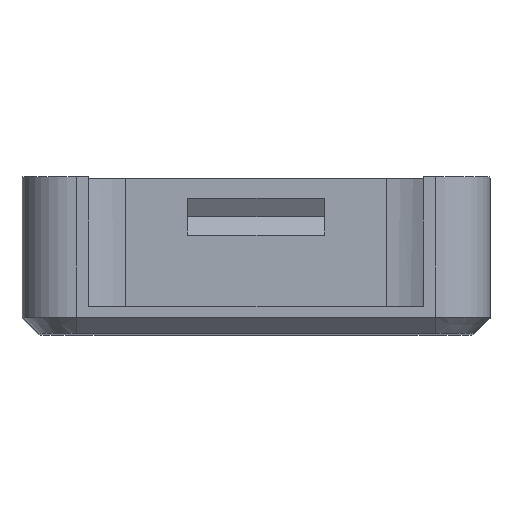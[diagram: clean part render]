
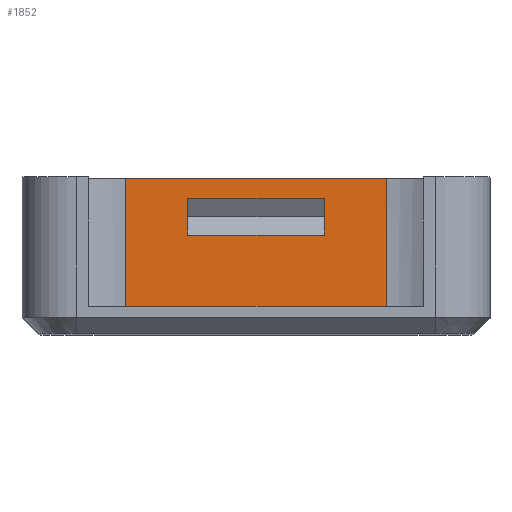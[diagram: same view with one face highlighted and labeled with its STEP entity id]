
A CAD part, top view. The second image highlights one B-rep face of the part: STEP entity #1852.
In plain terms, the highlighted planar face has unit normal (0, 0, 1).
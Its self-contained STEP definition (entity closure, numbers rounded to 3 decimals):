
#50 = VECTOR ( 'NONE', #3162, 1000. ) ;
#125 = VERTEX_POINT ( 'NONE', #1405 ) ;
#178 = CARTESIAN_POINT ( 'NONE',  ( 0., 5.75, -16.3 ) ) ;
#222 = EDGE_LOOP ( 'NONE', ( #626, #283, #3528, #3507 ) ) ;
#242 = DIRECTION ( 'NONE',  ( 1., 0., 0. ) ) ;
#264 = LINE ( 'NONE', #2929, #1089 ) ;
#283 = ORIENTED_EDGE ( 'NONE', *, *, #2866, .T. ) ;
#307 = CARTESIAN_POINT ( 'NONE',  ( 0., 1., -16.3 ) ) ;
#386 = VECTOR ( 'NONE', #4233, 1000. ) ;
#423 = VERTEX_POINT ( 'NONE', #4016 ) ;
#500 = LINE ( 'NONE', #178, #1929 ) ;
#626 = ORIENTED_EDGE ( 'NONE', *, *, #3705, .F. ) ;
#627 = CARTESIAN_POINT ( 'NONE',  ( 0., 5.025, -16.3 ) ) ;
#634 = DIRECTION ( 'NONE',  ( -1., 0., 0. ) ) ;
#646 = ORIENTED_EDGE ( 'NONE', *, *, #2913, .F. ) ;
#734 = ORIENTED_EDGE ( 'NONE', *, *, #2589, .T. ) ;
#821 = LINE ( 'NONE', #3536, #386 ) ;
#827 = CARTESIAN_POINT ( 'NONE',  ( -4.8, 5.75, -16.3 ) ) ;
#1039 = CARTESIAN_POINT ( 'NONE',  ( 4.8, 5.75, -16.3 ) ) ;
#1041 = ORIENTED_EDGE ( 'NONE', *, *, #1092, .F. ) ;
#1089 = VECTOR ( 'NONE', #1597, 1000. ) ;
#1092 = EDGE_CURVE ( 'NONE', #1180, #423, #500, .T. ) ;
#1180 = VERTEX_POINT ( 'NONE', #827 ) ;
#1204 = EDGE_CURVE ( 'NONE', #1180, #2240, #821, .T. ) ;
#1231 = CARTESIAN_POINT ( 'NONE',  ( 2.5, 5.75, -16.3 ) ) ;
#1405 = CARTESIAN_POINT ( 'NONE',  ( -2.5, 5.025, -16.3 ) ) ;
#1496 = LINE ( 'NONE', #2428, #50 ) ;
#1597 = DIRECTION ( 'NONE',  ( 0., -1., 0. ) ) ;
#1714 = VECTOR ( 'NONE', #2381, 1000. ) ;
#1719 = EDGE_CURVE ( 'NONE', #125, #1897, #264, .T. ) ;
#1811 = CARTESIAN_POINT ( 'NONE',  ( 2.5, 3.675, -16.3 ) ) ;
#1852 = ADVANCED_FACE ( 'NONE', ( #2178, #4228 ), #2493, .F. ) ;
#1897 = VERTEX_POINT ( 'NONE', #2159 ) ;
#1907 = LINE ( 'NONE', #1231, #2640 ) ;
#1929 = VECTOR ( 'NONE', #242, 1000. ) ;
#2159 = CARTESIAN_POINT ( 'NONE',  ( -2.5, 3.675, -16.3 ) ) ;
#2178 = FACE_BOUND ( 'NONE', #222, .T. ) ;
#2201 = DIRECTION ( 'NONE',  ( 0., 0., -1. ) ) ;
#2240 = VERTEX_POINT ( 'NONE', #3784 ) ;
#2381 = DIRECTION ( 'NONE',  ( 0., 1., 0. ) ) ;
#2428 = CARTESIAN_POINT ( 'NONE',  ( 0., 3.675, -16.3 ) ) ;
#2493 = PLANE ( 'NONE',  #4054 ) ;
#2535 = VERTEX_POINT ( 'NONE', #4110 ) ;
#2575 = DIRECTION ( 'NONE',  ( 0., -1., 0. ) ) ;
#2589 = EDGE_CURVE ( 'NONE', #2775, #423, #2713, .T. ) ;
#2640 = VECTOR ( 'NONE', #2575, 1000. ) ;
#2713 = LINE ( 'NONE', #1039, #1714 ) ;
#2775 = VERTEX_POINT ( 'NONE', #3522 ) ;
#2776 = VECTOR ( 'NONE', #634, 1000. ) ;
#2842 = ORIENTED_EDGE ( 'NONE', *, *, #1204, .T. ) ;
#2866 = EDGE_CURVE ( 'NONE', #2535, #4029, #1907, .T. ) ;
#2913 = EDGE_CURVE ( 'NONE', #2775, #2240, #4044, .T. ) ;
#2929 = CARTESIAN_POINT ( 'NONE',  ( -2.5, 5.75, -16.3 ) ) ;
#3162 = DIRECTION ( 'NONE',  ( 1., 0., 0. ) ) ;
#3507 = ORIENTED_EDGE ( 'NONE', *, *, #1719, .F. ) ;
#3522 = CARTESIAN_POINT ( 'NONE',  ( 4.8, 1., -16.3 ) ) ;
#3528 = ORIENTED_EDGE ( 'NONE', *, *, #3977, .F. ) ;
#3529 = CARTESIAN_POINT ( 'NONE',  ( 0., 5.75, -16.3 ) ) ;
#3536 = CARTESIAN_POINT ( 'NONE',  ( -4.8, 5.75, -16.3 ) ) ;
#3705 = EDGE_CURVE ( 'NONE', #2535, #125, #4250, .T. ) ;
#3784 = CARTESIAN_POINT ( 'NONE',  ( -4.8, 1., -16.3 ) ) ;
#3977 = EDGE_CURVE ( 'NONE', #1897, #4029, #1496, .T. ) ;
#4016 = CARTESIAN_POINT ( 'NONE',  ( 4.8, 5.75, -16.3 ) ) ;
#4029 = VERTEX_POINT ( 'NONE', #1811 ) ;
#4044 = LINE ( 'NONE', #307, #2776 ) ;
#4054 = AXIS2_PLACEMENT_3D ( 'NONE', #3529, #2201, #4181 ) ;
#4110 = CARTESIAN_POINT ( 'NONE',  ( 2.5, 5.025, -16.3 ) ) ;
#4181 = DIRECTION ( 'NONE',  ( -1., 0., 0. ) ) ;
#4203 = VECTOR ( 'NONE', #4278, 1000. ) ;
#4228 = FACE_OUTER_BOUND ( 'NONE', #4237, .T. ) ;
#4233 = DIRECTION ( 'NONE',  ( 0., -1., 0. ) ) ;
#4237 = EDGE_LOOP ( 'NONE', ( #646, #734, #1041, #2842 ) ) ;
#4250 = LINE ( 'NONE', #627, #4203 ) ;
#4278 = DIRECTION ( 'NONE',  ( -1., 0., 0. ) ) ;
